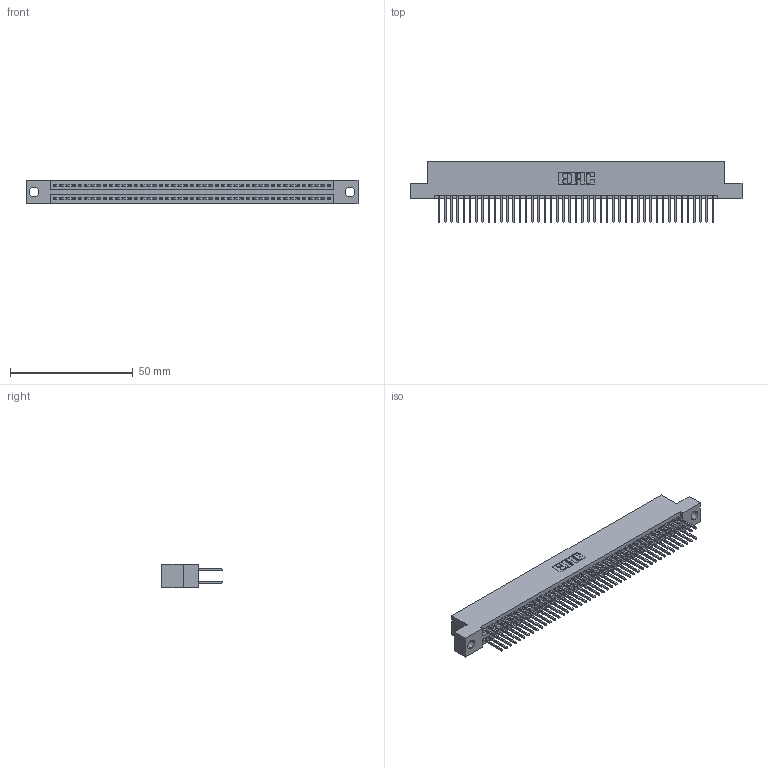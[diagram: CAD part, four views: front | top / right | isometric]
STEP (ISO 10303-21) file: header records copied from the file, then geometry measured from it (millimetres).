
FILE_DESCRIPTION (( 'STEP AP203' ), '1' );
FILE_NAME ('395-090-523-204.STEP', '2021-06-17T09:59:25', ( '' ), ( '' ), 'SwSTEP 2.0', 'SolidWorks 2020', '' );
FILE_SCHEMA (( 'CONFIG_CONTROL_DESIGN' ));
Length unit declared in the file: inch
Products named in the file (3): 345-292-001_345-293-123; 345 Part_Flush Mounting Lugs - 0.156 Dia-TI; 395-090-523-204
Assembly tree (91 placements, depth 2):
  395-090-523-204
    345 Part_Flush Mounting Lugs - 0.156 Dia-TI
    345-292-001_345-293-123  x90
Bounding box: 135.51 x 24.82 x 9.4 mm (x, y, z)
Volume: 13269.9 mm3; surface area: 20352.2 mm2
Topology: 91 solids, 91 shells, 4640 faces, 13787 edges, 9070 vertices
Faces by surface type: plane 3064, cylinder 1576
Entity records: 35341 total; most frequent: CARTESIAN_POINT 5926, ORIENTED_EDGE 5858, DIRECTION 5221, EDGE_CURVE 2929, VECTOR 2617, LINE 2617, VERTEX_POINT 1950, AXIS2_PLACEMENT_3D 1302
